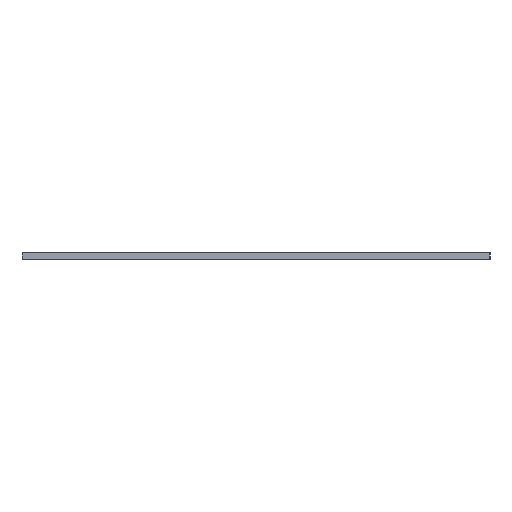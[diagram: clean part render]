
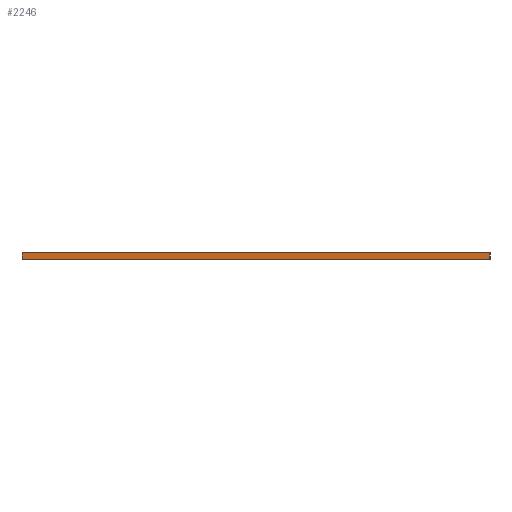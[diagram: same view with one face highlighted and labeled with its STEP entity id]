
A CAD part, left-side view. The second image highlights one B-rep face of the part: STEP entity #2246.
In plain terms, the highlighted planar face has unit normal (-1, 0, 0).
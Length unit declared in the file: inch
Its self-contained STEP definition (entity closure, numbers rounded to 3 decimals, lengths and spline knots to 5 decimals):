
#2246=ADVANCED_FACE('',(#2838),#9663,.T.);
#2838=FACE_OUTER_BOUND('',#3468,.T.);
#3468=EDGE_LOOP('',(#6225,#6226,#6227,#6228));
#6225=ORIENTED_EDGE('',*,*,#7639,.T.);
#6226=ORIENTED_EDGE('',*,*,#7632,.T.);
#6227=ORIENTED_EDGE('',*,*,#7640,.F.);
#6228=ORIENTED_EDGE('',*,*,#7637,.F.);
#7632=EDGE_CURVE('',#9286,#9289,#8353,.T.);
#7637=EDGE_CURVE('',#9292,#9293,#8358,.T.);
#7639=EDGE_CURVE('',#9292,#9286,#8360,.T.);
#7640=EDGE_CURVE('',#9293,#9289,#8361,.T.);
#8353=B_SPLINE_CURVE_WITH_KNOTS('',1,(#16529,#16530),.UNSPECIFIED.,.F.,
 .F.,(2,2),(0.,0.705),.UNSPECIFIED.);
#8358=B_SPLINE_CURVE_WITH_KNOTS('',1,(#16539,#16540),.UNSPECIFIED.,.F.,
 .F.,(2,2),(0.,0.705),.UNSPECIFIED.);
#8360=B_SPLINE_CURVE_WITH_KNOTS('',1,(#16543,#16544),.UNSPECIFIED.,.F.,
 .F.,(2,2),(3.,4.),.UNSPECIFIED.);
#8361=B_SPLINE_CURVE_WITH_KNOTS('',1,(#16545,#16546),.UNSPECIFIED.,.F.,
 .F.,(2,2),(3.,4.),.UNSPECIFIED.);
#9286=VERTEX_POINT('',#16507);
#9289=VERTEX_POINT('',#16510);
#9292=VERTEX_POINT('',#16513);
#9293=VERTEX_POINT('',#16514);
#9663=PLANE('',#10054);
#10054=AXIS2_PLACEMENT_3D('',#16500,#10426,$);
#10426=DIRECTION('',(-1.,0.,0.));
#16500=CARTESIAN_POINT('',(0.,48.,0.));
#16507=CARTESIAN_POINT('',(0.,0.,0.));
#16510=CARTESIAN_POINT('',(0.,0.,0.705));
#16513=CARTESIAN_POINT('',(0.,48.,0.));
#16514=CARTESIAN_POINT('',(0.,48.,0.705));
#16529=CARTESIAN_POINT('',(0.,0.,0.));
#16530=CARTESIAN_POINT('',(0.,0.,0.705));
#16539=CARTESIAN_POINT('',(0.,48.,0.));
#16540=CARTESIAN_POINT('',(0.,48.,0.705));
#16543=CARTESIAN_POINT('',(0.,48.,0.));
#16544=CARTESIAN_POINT('',(0.,0.,0.));
#16545=CARTESIAN_POINT('',(0.,48.,0.705));
#16546=CARTESIAN_POINT('',(0.,0.,0.705));
